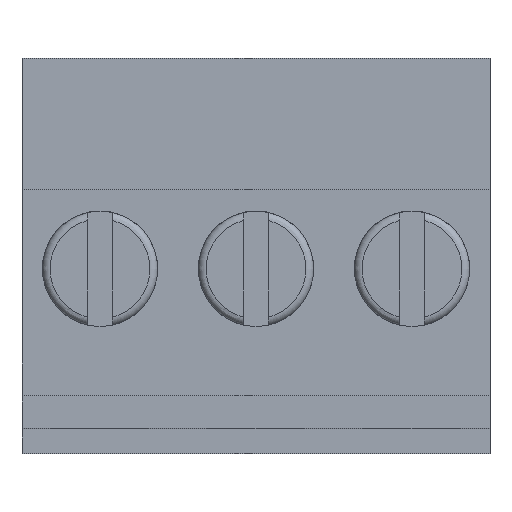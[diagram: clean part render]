
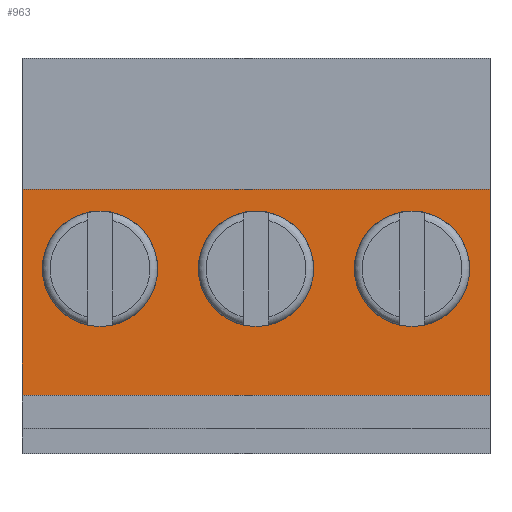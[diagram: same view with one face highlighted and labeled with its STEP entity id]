
A CAD part, top view. The second image highlights one B-rep face of the part: STEP entity #963.
In plain terms, the highlighted planar face has unit normal (0, 0, 1).
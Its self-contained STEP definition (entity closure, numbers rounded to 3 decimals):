
#963 = ADVANCED_FACE( '', ( #2110, #2111, #2112, #2113 ), #2114, .T. );
#2110 = FACE_BOUND( '', #3502, .T. );
#2111 = FACE_OUTER_BOUND( '', #3503, .T. );
#2112 = FACE_BOUND( '', #3504, .T. );
#2113 = FACE_BOUND( '', #3505, .T. );
#2114 = PLANE( '', #3506 );
#3502 = EDGE_LOOP( '', ( #6005 ) );
#3503 = EDGE_LOOP( '', ( #6006, #6007, #6008, #6009 ) );
#3504 = EDGE_LOOP( '', ( #6010 ) );
#3505 = EDGE_LOOP( '', ( #6011 ) );
#3506 = AXIS2_PLACEMENT_3D( '', #6012, #6013, #6014 );
#6005 = ORIENTED_EDGE( '', *, *, #9517, .T. );
#6006 = ORIENTED_EDGE( '', *, *, #9518, .F. );
#6007 = ORIENTED_EDGE( '', *, *, #9519, .F. );
#6008 = ORIENTED_EDGE( '', *, *, #8674, .T. );
#6009 = ORIENTED_EDGE( '', *, *, #9520, .T. );
#6010 = ORIENTED_EDGE( '', *, *, #9521, .T. );
#6011 = ORIENTED_EDGE( '', *, *, #9138, .T. );
#6012 = CARTESIAN_POINT( '', ( 7.5, -4.45, 9.025 ) );
#6013 = DIRECTION( '', ( 0., 0., 1. ) );
#6014 = DIRECTION( '', ( 1., 0., 0. ) );
#8674 = EDGE_CURVE( '', #10424, #10441, #10443, .T. );
#9138 = EDGE_CURVE( '', #11242, #11242, #11243, .T. );
#9517 = EDGE_CURVE( '', #11821, #11821, #11822, .T. );
#9518 = EDGE_CURVE( '', #11823, #11824, #11825, .T. );
#9519 = EDGE_CURVE( '', #10424, #11823, #11826, .T. );
#9520 = EDGE_CURVE( '', #10441, #11824, #11827, .T. );
#9521 = EDGE_CURVE( '', #11828, #11828, #11829, .T. );
#10424 = VERTEX_POINT( '', #12993 );
#10441 = VERTEX_POINT( '', #13019 );
#10443 = LINE( '', #13022, #13023 );
#11242 = VERTEX_POINT( '', #14178 );
#11243 = CIRCLE( '', #14179, 1.85 );
#11821 = VERTEX_POINT( '', #15017 );
#11822 = CIRCLE( '', #15018, 1.85 );
#11823 = VERTEX_POINT( '', #15019 );
#11824 = VERTEX_POINT( '', #15020 );
#11825 = LINE( '', #15021, #15022 );
#11826 = LINE( '', #15023, #15024 );
#11827 = LINE( '', #15025, #15026 );
#11828 = VERTEX_POINT( '', #15027 );
#11829 = CIRCLE( '', #15028, 1.85 );
#12993 = CARTESIAN_POINT( '', ( 7.5, -4.45, 9.025 ) );
#13019 = CARTESIAN_POINT( '', ( 7.5, 2.15, 9.025 ) );
#13022 = CARTESIAN_POINT( '', ( 7.5, -4.45, 9.025 ) );
#13023 = VECTOR( '', #16393, 1000. );
#14178 = CARTESIAN_POINT( '', ( -6.85, -0.4, 9.025 ) );
#14179 = AXIS2_PLACEMENT_3D( '', #16845, #16846, #16847 );
#15017 = CARTESIAN_POINT( '', ( -1.85, -0.4, 9.025 ) );
#15018 = AXIS2_PLACEMENT_3D( '', #17213, #17214, #17215 );
#15019 = CARTESIAN_POINT( '', ( -7.5, -4.45, 9.025 ) );
#15020 = CARTESIAN_POINT( '', ( -7.5, 2.15, 9.025 ) );
#15021 = CARTESIAN_POINT( '', ( -7.5, -4.45, 9.025 ) );
#15022 = VECTOR( '', #17216, 1000. );
#15023 = CARTESIAN_POINT( '', ( 7.5, -4.45, 9.025 ) );
#15024 = VECTOR( '', #17217, 1000. );
#15025 = CARTESIAN_POINT( '', ( 7.5, 2.15, 9.025 ) );
#15026 = VECTOR( '', #17218, 1000. );
#15027 = CARTESIAN_POINT( '', ( 3.15, -0.4, 9.025 ) );
#15028 = AXIS2_PLACEMENT_3D( '', #17219, #17220, #17221 );
#16393 = DIRECTION( '', ( 0., 1., 0. ) );
#16845 = CARTESIAN_POINT( '', ( -5., -0.4, 9.025 ) );
#16846 = DIRECTION( '', ( 0., 0., -1. ) );
#16847 = DIRECTION( '', ( -1., 0., 0. ) );
#17213 = CARTESIAN_POINT( '', ( 0., -0.4, 9.025 ) );
#17214 = DIRECTION( '', ( 0., 0., -1. ) );
#17215 = DIRECTION( '', ( -1., 0., 0. ) );
#17216 = DIRECTION( '', ( 0., 1., 0. ) );
#17217 = DIRECTION( '', ( -1., 0., 0. ) );
#17218 = DIRECTION( '', ( -1., 0., 0. ) );
#17219 = CARTESIAN_POINT( '', ( 5., -0.4, 9.025 ) );
#17220 = DIRECTION( '', ( 0., 0., -1. ) );
#17221 = DIRECTION( '', ( -1., 0., 0. ) );
